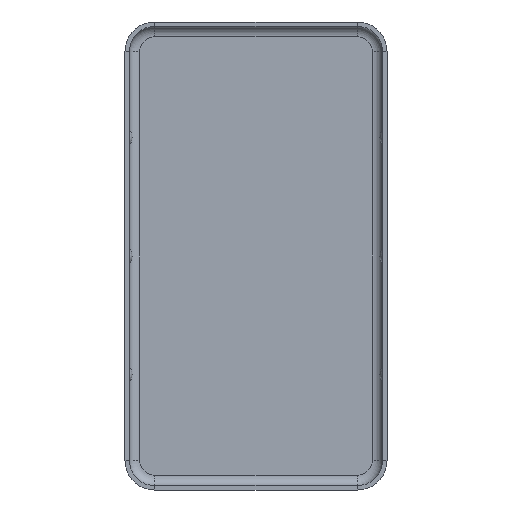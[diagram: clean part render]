
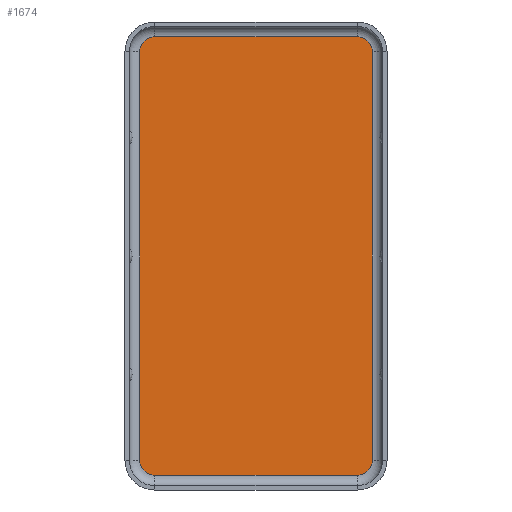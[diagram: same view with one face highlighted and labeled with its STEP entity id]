
A CAD part, front view. The second image highlights one B-rep face of the part: STEP entity #1674.
In plain terms, the highlighted planar face has unit normal (0, -1, 0).
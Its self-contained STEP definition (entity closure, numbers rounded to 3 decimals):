
#11 = CARTESIAN_POINT ( 'NONE',  ( -6.85, 0., 14.8 ) ) ;
#72 = LINE ( 'NONE', #1352, #1107 ) ;
#189 = CIRCLE ( 'NONE', #770, 1. ) ;
#201 = VERTEX_POINT ( 'NONE', #471 ) ;
#258 = VERTEX_POINT ( 'NONE', #446 ) ;
#285 = CARTESIAN_POINT ( 'NONE',  ( 6.85, 0., 14.8 ) ) ;
#300 = DIRECTION ( 'NONE',  ( -1., 0., 0. ) ) ;
#344 = LINE ( 'NONE', #1380, #1584 ) ;
#376 = CARTESIAN_POINT ( 'NONE',  ( 6.85, 0., -13.8 ) ) ;
#380 = VERTEX_POINT ( 'NONE', #11 ) ;
#389 = DIRECTION ( 'NONE',  ( 0., 0., 1. ) ) ;
#400 = VERTEX_POINT ( 'NONE', #857 ) ;
#403 = FACE_OUTER_BOUND ( 'NONE', #574, .T. ) ;
#420 = ORIENTED_EDGE ( 'NONE', *, *, #1109, .T. ) ;
#446 = CARTESIAN_POINT ( 'NONE',  ( -6.85, 0., -14.8 ) ) ;
#464 = EDGE_CURVE ( 'NONE', #1224, #380, #1215, .T. ) ;
#471 = CARTESIAN_POINT ( 'NONE',  ( 7.85, 0., 13.8 ) ) ;
#514 = EDGE_CURVE ( 'NONE', #997, #380, #1317, .T. ) ;
#520 = AXIS2_PLACEMENT_3D ( 'NONE', #829, #538, #1569 ) ;
#524 = VERTEX_POINT ( 'NONE', #1581 ) ;
#536 = VECTOR ( 'NONE', #1514, 1000. ) ;
#538 = DIRECTION ( 'NONE',  ( 0., -1., 0. ) ) ;
#548 = CARTESIAN_POINT ( 'NONE',  ( 6.85, 0., -13.8 ) ) ;
#574 = EDGE_LOOP ( 'NONE', ( #1637, #1360, #1700, #1796, #598, #681, #420, #1488 ) ) ;
#598 = ORIENTED_EDGE ( 'NONE', *, *, #514, .T. ) ;
#655 = CARTESIAN_POINT ( 'NONE',  ( 6.85, 0., -14.8 ) ) ;
#681 = ORIENTED_EDGE ( 'NONE', *, *, #464, .F. ) ;
#770 = AXIS2_PLACEMENT_3D ( 'NONE', #376, #1100, #389 ) ;
#771 = EDGE_CURVE ( 'NONE', #201, #400, #1379, .T. ) ;
#773 = CARTESIAN_POINT ( 'NONE',  ( 7.85, 0., 0. ) ) ;
#787 = CIRCLE ( 'NONE', #520, 1. ) ;
#829 = CARTESIAN_POINT ( 'NONE',  ( 6.85, 0., 13.8 ) ) ;
#849 = DIRECTION ( 'NONE',  ( 0., 0., -1. ) ) ;
#857 = CARTESIAN_POINT ( 'NONE',  ( 7.85, 0., -13.8 ) ) ;
#859 = DIRECTION ( 'NONE',  ( 0., 0., -1. ) ) ;
#863 = DIRECTION ( 'NONE',  ( 0., 1., 0. ) ) ;
#914 = AXIS2_PLACEMENT_3D ( 'NONE', #1555, #1136, #1547 ) ;
#997 = VERTEX_POINT ( 'NONE', #285 ) ;
#1043 = EDGE_CURVE ( 'NONE', #1091, #258, #72, .T. ) ;
#1068 = DIRECTION ( 'NONE',  ( -1., 0., 0. ) ) ;
#1091 = VERTEX_POINT ( 'NONE', #655 ) ;
#1100 = DIRECTION ( 'NONE',  ( 0., 1., 0. ) ) ;
#1107 = VECTOR ( 'NONE', #1068, 1000. ) ;
#1109 = EDGE_CURVE ( 'NONE', #1224, #524, #344, .T. ) ;
#1126 = PLANE ( 'NONE',  #1840 ) ;
#1133 = AXIS2_PLACEMENT_3D ( 'NONE', #1153, #863, #849 ) ;
#1136 = DIRECTION ( 'NONE',  ( 0., -1., 0. ) ) ;
#1153 = CARTESIAN_POINT ( 'NONE',  ( -6.85, 0., 13.8 ) ) ;
#1168 = VECTOR ( 'NONE', #300, 1000. ) ;
#1200 = CARTESIAN_POINT ( 'NONE',  ( -7.85, 0., 13.8 ) ) ;
#1215 = CIRCLE ( 'NONE', #1133, 1. ) ;
#1224 = VERTEX_POINT ( 'NONE', #1200 ) ;
#1317 = LINE ( 'NONE', #1430, #1168 ) ;
#1332 = EDGE_CURVE ( 'NONE', #201, #997, #787, .T. ) ;
#1352 = CARTESIAN_POINT ( 'NONE',  ( 6.85, 0., -14.8 ) ) ;
#1360 = ORIENTED_EDGE ( 'NONE', *, *, #1470, .F. ) ;
#1379 = LINE ( 'NONE', #773, #536 ) ;
#1380 = CARTESIAN_POINT ( 'NONE',  ( -7.85, 0., 0. ) ) ;
#1430 = CARTESIAN_POINT ( 'NONE',  ( 6.85, 0., 14.8 ) ) ;
#1470 = EDGE_CURVE ( 'NONE', #400, #1091, #189, .T. ) ;
#1488 = ORIENTED_EDGE ( 'NONE', *, *, #1595, .T. ) ;
#1514 = DIRECTION ( 'NONE',  ( 0., 0., -1. ) ) ;
#1525 = DIRECTION ( 'NONE',  ( 0., 0., -1. ) ) ;
#1547 = DIRECTION ( 'NONE',  ( 0., 0., 1. ) ) ;
#1555 = CARTESIAN_POINT ( 'NONE',  ( -6.85, 0., -13.8 ) ) ;
#1569 = DIRECTION ( 'NONE',  ( 0., 0., -1. ) ) ;
#1581 = CARTESIAN_POINT ( 'NONE',  ( -7.85, 0., -13.8 ) ) ;
#1584 = VECTOR ( 'NONE', #1525, 1000. ) ;
#1595 = EDGE_CURVE ( 'NONE', #524, #258, #1711, .T. ) ;
#1637 = ORIENTED_EDGE ( 'NONE', *, *, #1043, .F. ) ;
#1674 = ADVANCED_FACE ( 'NONE', ( #403 ), #1126, .T. ) ;
#1700 = ORIENTED_EDGE ( 'NONE', *, *, #771, .F. ) ;
#1711 = CIRCLE ( 'NONE', #914, 1. ) ;
#1736 = DIRECTION ( 'NONE',  ( 0., -1., 0. ) ) ;
#1796 = ORIENTED_EDGE ( 'NONE', *, *, #1332, .T. ) ;
#1840 = AXIS2_PLACEMENT_3D ( 'NONE', #548, #1736, #859 ) ;
